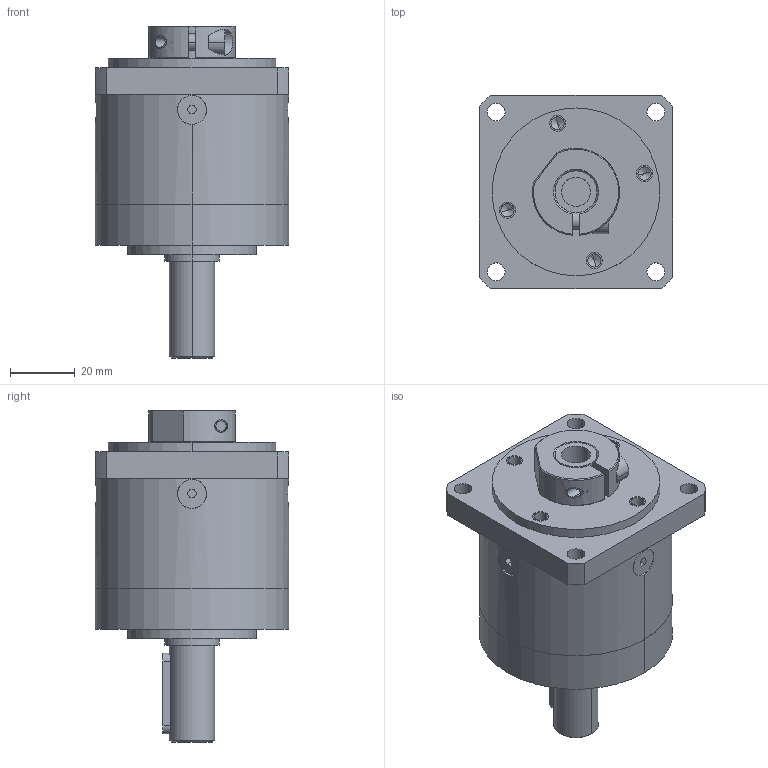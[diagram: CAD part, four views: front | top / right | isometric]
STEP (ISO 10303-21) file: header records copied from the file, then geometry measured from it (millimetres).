
FILE_DESCRIPTION((''),'2;1');
FILE_NAME('PLE60_UNI_1_ASM','2005-10-28T',('Ille'),(''),'PRO/ENGINEER BY PARAMETRIC TECHNOLOGY CORPORATION, 2005170','PRO/ENGINEER BY PARAMETRIC TECHNOLOGY CORPORATION, 2005170','');
FILE_SCHEMA(('CONFIG_CONTROL_DESIGN'));
Length unit declared in the file: millimetre
Products named in the file (4): PLE60_UNI_1; 210-240_065_002; M4_10; PLE60_UNI_1_ASM
Assembly tree (3 placements, depth 2):
  PLE60_UNI_1_ASM
    PLE60_UNI_1
    210-240_065_002
    M4_10
Bounding box: 60 x 60 x 102.9 mm (x, y, z)
Volume: 178582 mm3; surface area: 27297.3 mm2
Topology: 3 solids, 14 shells, 208 faces, 523 edges, 337 vertices
Faces by surface type: cylinder 94, plane 80, cone 34
Entity records: 6636 total; most frequent: CARTESIAN_POINT 1440, DIRECTION 1134, ORIENTED_EDGE 966, EDGE_CURVE 505, AXIS2_PLACEMENT_3D 443, VERTEX_POINT 337, EDGE_LOOP 256, VECTOR 248
